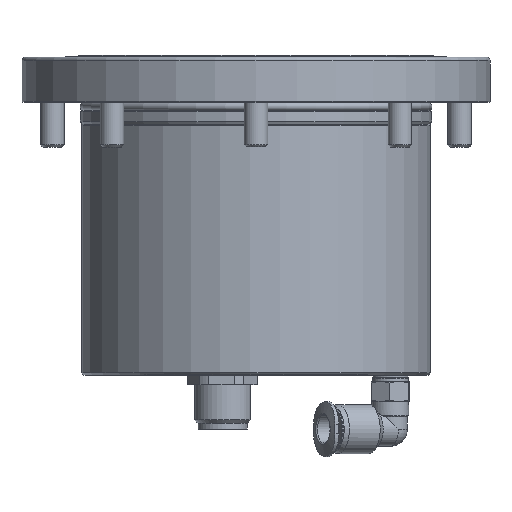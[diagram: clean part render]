
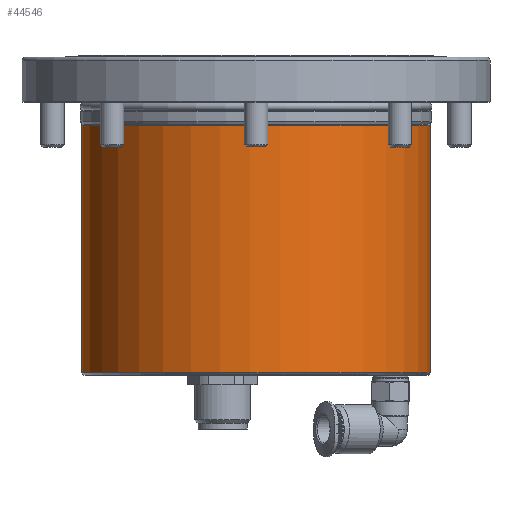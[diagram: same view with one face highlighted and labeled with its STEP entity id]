
A CAD part, top view. The second image highlights one B-rep face of the part: STEP entity #44546.
In plain terms, the highlighted cylindrical face has radius 37.3 mm (diameter 74.6 mm), a full revolution.
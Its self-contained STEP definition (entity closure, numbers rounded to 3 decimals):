
#1156 = CARTESIAN_POINT ( 'NONE',  ( 0., -17.102, 0. ) ) ;
#1374 = EDGE_LOOP ( 'NONE', ( #62910 ) ) ;
#2919 = AXIS2_PLACEMENT_3D ( 'NONE', #1156, #43205, #50627 ) ;
#4410 = VERTEX_POINT ( 'NONE', #38605 ) ;
#7651 = FACE_OUTER_BOUND ( 'NONE', #30414, .T. ) ;
#13467 = DIRECTION ( 'NONE',  ( 0., 1., 0. ) ) ;
#14542 = AXIS2_PLACEMENT_3D ( 'NONE', #63841, #65206, #28590 ) ;
#22891 = EDGE_CURVE ( 'NONE', #4410, #4410, #24790, .T. ) ;
#24790 = CIRCLE ( 'NONE', #14542, 37.3 ) ;
#24923 = EDGE_CURVE ( 'NONE', #32140, #32140, #26530, .T. ) ;
#26530 = CIRCLE ( 'NONE', #84243, 37.3 ) ;
#28590 = DIRECTION ( 'NONE',  ( -0.469, 0., -0.883 ) ) ;
#30414 = EDGE_LOOP ( 'NONE', ( #87508 ) ) ;
#32140 = VERTEX_POINT ( 'NONE', #60894 ) ;
#38605 = CARTESIAN_POINT ( 'NONE',  ( -17.511, -67.8, -32.934 ) ) ;
#43205 = DIRECTION ( 'NONE',  ( 0., 1., 0. ) ) ;
#43350 = DIRECTION ( 'NONE',  ( 0.469, 0., 0.883 ) ) ;
#44546 = ADVANCED_FACE ( 'NONE', ( #7651, #57619 ), #85917, .T. ) ;
#50627 = DIRECTION ( 'NONE',  ( 0.469, 0., 0.883 ) ) ;
#51231 = CARTESIAN_POINT ( 'NONE',  ( 0., -14.9, 0. ) ) ;
#57619 = FACE_OUTER_BOUND ( 'NONE', #1374, .T. ) ;
#60894 = CARTESIAN_POINT ( 'NONE',  ( 17.511, -14.9, 32.934 ) ) ;
#62910 = ORIENTED_EDGE ( 'NONE', *, *, #24923, .F. ) ;
#63841 = CARTESIAN_POINT ( 'NONE',  ( 0., -67.8, 0. ) ) ;
#65206 = DIRECTION ( 'NONE',  ( 0., 1., 0. ) ) ;
#84243 = AXIS2_PLACEMENT_3D ( 'NONE', #51231, #13467, #43350 ) ;
#85917 = CYLINDRICAL_SURFACE ( 'NONE', #2919, 37.3 ) ;
#87508 = ORIENTED_EDGE ( 'NONE', *, *, #22891, .T. ) ;
